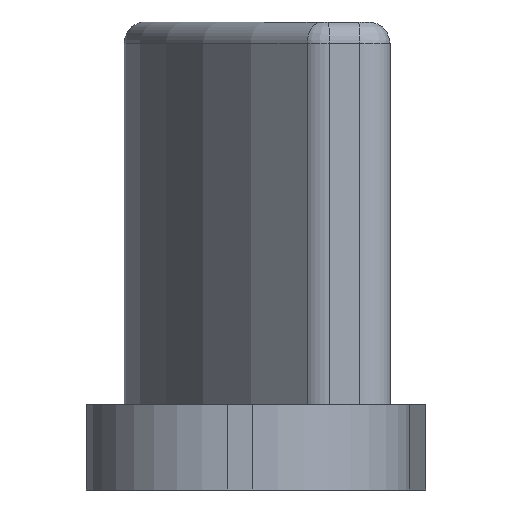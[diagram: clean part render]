
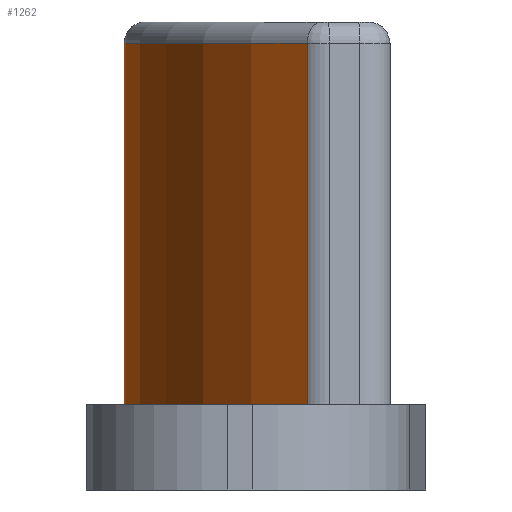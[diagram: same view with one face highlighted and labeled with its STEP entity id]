
A CAD part, front view. The second image highlights one B-rep face of the part: STEP entity #1262.
In plain terms, the highlighted cylindrical face has radius 24.084 mm (diameter 48.169 mm), a partial arc.
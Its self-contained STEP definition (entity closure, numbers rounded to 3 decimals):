
#94 = PLANE('',#95);
#95 = AXIS2_PLACEMENT_3D('',#96,#97,#98);
#96 = CARTESIAN_POINT('',(-84.968,-51.554,-20.4));
#97 = DIRECTION('',(0.,0.,1.));
#98 = DIRECTION('',(1.,0.,0.));
#330 = VERTEX_POINT('',#331);
#331 = CARTESIAN_POINT('',(-80.651,-64.06,-20.4));
#350 = CYLINDRICAL_SURFACE('',#351,1.5);
#351 = AXIS2_PLACEMENT_3D('',#352,#353,#354);
#352 = CARTESIAN_POINT('',(-79.686,-62.911,-2.5));
#353 = DIRECTION('',(-0.,-0.,-1.));
#354 = DIRECTION('',(0.042,-0.999,0.));
#362 = EDGE_CURVE('',#363,#330,#365,.T.);
#363 = VERTEX_POINT('',#364);
#364 = CARTESIAN_POINT('',(-89.216,-44.318,-20.4));
#365 = SURFACE_CURVE('',#366,(#371,#378),.PCURVE_S1.);
#366 = CIRCLE('',#367,24.084);
#367 = AXIS2_PLACEMENT_3D('',#368,#369,#370);
#368 = CARTESIAN_POINT('',(-65.167,-45.613,-20.4));
#369 = DIRECTION('',(0.,0.,1.));
#370 = DIRECTION('',(1.,0.,0.));
#371 = PCURVE('',#94,#372);
#372 = DEFINITIONAL_REPRESENTATION('',(#373),#377);
#373 = CIRCLE('',#374,24.084);
#374 = AXIS2_PLACEMENT_2D('',#375,#376);
#375 = CARTESIAN_POINT('',(19.801,5.941));
#376 = DIRECTION('',(1.,0.));
#377 = ( GEOMETRIC_REPRESENTATION_CONTEXT(2) 
PARAMETRIC_REPRESENTATION_CONTEXT() REPRESENTATION_CONTEXT('2D SPACE',''
  ) );
#378 = PCURVE('',#379,#384);
#379 = CYLINDRICAL_SURFACE('',#380,24.084);
#380 = AXIS2_PLACEMENT_3D('',#381,#382,#383);
#381 = CARTESIAN_POINT('',(-65.167,-45.613,-2.5));
#382 = DIRECTION('',(0.,0.,1.));
#383 = DIRECTION('',(1.,0.,0.));
#384 = DEFINITIONAL_REPRESENTATION('',(#385),#389);
#385 = LINE('',#386,#387);
#386 = CARTESIAN_POINT('',(-6.283,-17.9));
#387 = VECTOR('',#388,1.);
#388 = DIRECTION('',(1.,-0.));
#389 = ( GEOMETRIC_REPRESENTATION_CONTEXT(2) 
PARAMETRIC_REPRESENTATION_CONTEXT() REPRESENTATION_CONTEXT('2D SPACE',''
  ) );
#407 = PLANE('',#408);
#408 = AXIS2_PLACEMENT_3D('',#409,#410,#411);
#409 = CARTESIAN_POINT('',(-89.117,-42.482,
    -17.412));
#410 = DIRECTION('',(-0.999,0.054,
    0.));
#411 = DIRECTION('',(-0.054,-0.999,0.));
#1137 = EDGE_CURVE('',#1138,#363,#1140,.T.);
#1138 = VERTEX_POINT('',#1139);
#1139 = CARTESIAN_POINT('',(-89.216,-44.318,-3.5));
#1140 = SURFACE_CURVE('',#1141,(#1145,#1152),.PCURVE_S1.);
#1141 = LINE('',#1142,#1143);
#1142 = CARTESIAN_POINT('',(-89.216,-44.318,-2.5));
#1143 = VECTOR('',#1144,1.);
#1144 = DIRECTION('',(0.,0.,-1.));
#1145 = PCURVE('',#407,#1146);
#1146 = DEFINITIONAL_REPRESENTATION('',(#1147),#1151);
#1147 = LINE('',#1148,#1149);
#1148 = CARTESIAN_POINT('',(1.839,14.912));
#1149 = VECTOR('',#1150,1.);
#1150 = DIRECTION('',(0.,-1.));
#1151 = ( GEOMETRIC_REPRESENTATION_CONTEXT(2) 
PARAMETRIC_REPRESENTATION_CONTEXT() REPRESENTATION_CONTEXT('2D SPACE',''
  ) );
#1152 = PCURVE('',#379,#1153);
#1153 = DEFINITIONAL_REPRESENTATION('',(#1154),#1158);
#1154 = LINE('',#1155,#1156);
#1155 = CARTESIAN_POINT('',(-3.195,0.));
#1156 = VECTOR('',#1157,1.);
#1157 = DIRECTION('',(-0.,-1.));
#1158 = ( GEOMETRIC_REPRESENTATION_CONTEXT(2) 
PARAMETRIC_REPRESENTATION_CONTEXT() REPRESENTATION_CONTEXT('2D SPACE',''
  ) );
#1262 = ADVANCED_FACE('',(#1263),#379,.T.);
#1263 = FACE_BOUND('',#1264,.F.);
#1264 = EDGE_LOOP('',(#1265,#1288,#1289,#1290));
#1265 = ORIENTED_EDGE('',*,*,#1266,.T.);
#1266 = EDGE_CURVE('',#1267,#330,#1269,.T.);
#1267 = VERTEX_POINT('',#1268);
#1268 = CARTESIAN_POINT('',(-80.651,-64.06,-3.5));
#1269 = SURFACE_CURVE('',#1270,(#1274,#1281),.PCURVE_S1.);
#1270 = LINE('',#1271,#1272);
#1271 = CARTESIAN_POINT('',(-80.651,-64.06,-2.5));
#1272 = VECTOR('',#1273,1.);
#1273 = DIRECTION('',(-0.,-0.,-1.));
#1274 = PCURVE('',#379,#1275);
#1275 = DEFINITIONAL_REPRESENTATION('',(#1276),#1280);
#1276 = LINE('',#1277,#1278);
#1277 = CARTESIAN_POINT('',(-2.269,0.));
#1278 = VECTOR('',#1279,1.);
#1279 = DIRECTION('',(-0.,-1.));
#1280 = ( GEOMETRIC_REPRESENTATION_CONTEXT(2) 
PARAMETRIC_REPRESENTATION_CONTEXT() REPRESENTATION_CONTEXT('2D SPACE',''
  ) );
#1281 = PCURVE('',#350,#1282);
#1282 = DEFINITIONAL_REPRESENTATION('',(#1283),#1287);
#1283 = LINE('',#1284,#1285);
#1284 = CARTESIAN_POINT('',(0.741,0.));
#1285 = VECTOR('',#1286,1.);
#1286 = DIRECTION('',(0.,1.));
#1287 = ( GEOMETRIC_REPRESENTATION_CONTEXT(2) 
PARAMETRIC_REPRESENTATION_CONTEXT() REPRESENTATION_CONTEXT('2D SPACE',''
  ) );
#1288 = ORIENTED_EDGE('',*,*,#362,.F.);
#1289 = ORIENTED_EDGE('',*,*,#1137,.F.);
#1290 = ORIENTED_EDGE('',*,*,#1291,.T.);
#1291 = EDGE_CURVE('',#1138,#1267,#1292,.T.);
#1292 = SURFACE_CURVE('',#1293,(#1298,#1305),.PCURVE_S1.);
#1293 = CIRCLE('',#1294,24.084);
#1294 = AXIS2_PLACEMENT_3D('',#1295,#1296,#1297);
#1295 = CARTESIAN_POINT('',(-65.167,-45.613,-3.5));
#1296 = DIRECTION('',(0.,0.,1.));
#1297 = DIRECTION('',(-0.999,0.054,0.));
#1298 = PCURVE('',#379,#1299);
#1299 = DEFINITIONAL_REPRESENTATION('',(#1300),#1304);
#1300 = LINE('',#1301,#1302);
#1301 = CARTESIAN_POINT('',(-3.195,-1.));
#1302 = VECTOR('',#1303,1.);
#1303 = DIRECTION('',(1.,-0.));
#1304 = ( GEOMETRIC_REPRESENTATION_CONTEXT(2) 
PARAMETRIC_REPRESENTATION_CONTEXT() REPRESENTATION_CONTEXT('2D SPACE',''
  ) );
#1305 = PCURVE('',#1306,#1311);
#1306 = TOROIDAL_SURFACE('',#1307,23.084,1.);
#1307 = AXIS2_PLACEMENT_3D('',#1308,#1309,#1310);
#1308 = CARTESIAN_POINT('',(-65.167,-45.613,-3.5));
#1309 = DIRECTION('',(-0.,-0.,-1.));
#1310 = DIRECTION('',(-0.999,0.054,0.));
#1311 = DEFINITIONAL_REPRESENTATION('',(#1312),#1316);
#1312 = LINE('',#1313,#1314);
#1313 = CARTESIAN_POINT('',(-0.,6.283));
#1314 = VECTOR('',#1315,1.);
#1315 = DIRECTION('',(-1.,0.));
#1316 = ( GEOMETRIC_REPRESENTATION_CONTEXT(2) 
PARAMETRIC_REPRESENTATION_CONTEXT() REPRESENTATION_CONTEXT('2D SPACE',''
  ) );
